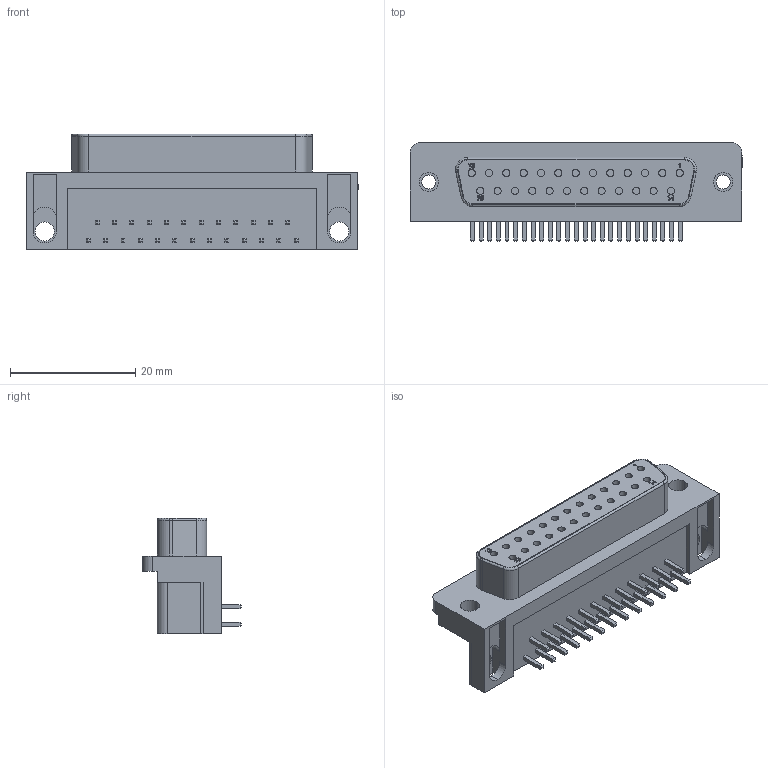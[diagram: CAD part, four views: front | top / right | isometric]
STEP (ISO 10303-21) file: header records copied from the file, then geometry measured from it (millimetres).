
FILE_DESCRIPTION (( 'STEP AP214' ), '1' );
FILE_NAME ('182-025-213.STEP', '2017-11-30T14:52:13', ( 'admin' ), ( 'Microsoft' ), 'SwSTEP 2.0', 'SolidWorks 2017', '' );
FILE_SCHEMA (( 'AUTOMOTIVE_DESIGN' ));
Length unit declared in the file: inch
Products named in the file (1): 182-025-213
Bounding box: 53.04 x 15.72 x 18.52 mm (x, y, z)
Volume: 7368.5 mm3; surface area: 5560.6 mm2
Topology: 1 solids, 1 shells, 489 faces, 1169 edges, 743 vertices
Faces by surface type: plane 364, cylinder 93, bspline 27, torus 5
Entity records: 15836 total; most frequent: CARTESIAN_POINT 4005, ORIENTED_EDGE 2338, DIRECTION 2233, EDGE_CURVE 1169, VECTOR 923, LINE 923, VERTEX_POINT 743, AXIS2_PLACEMENT_3D 655
